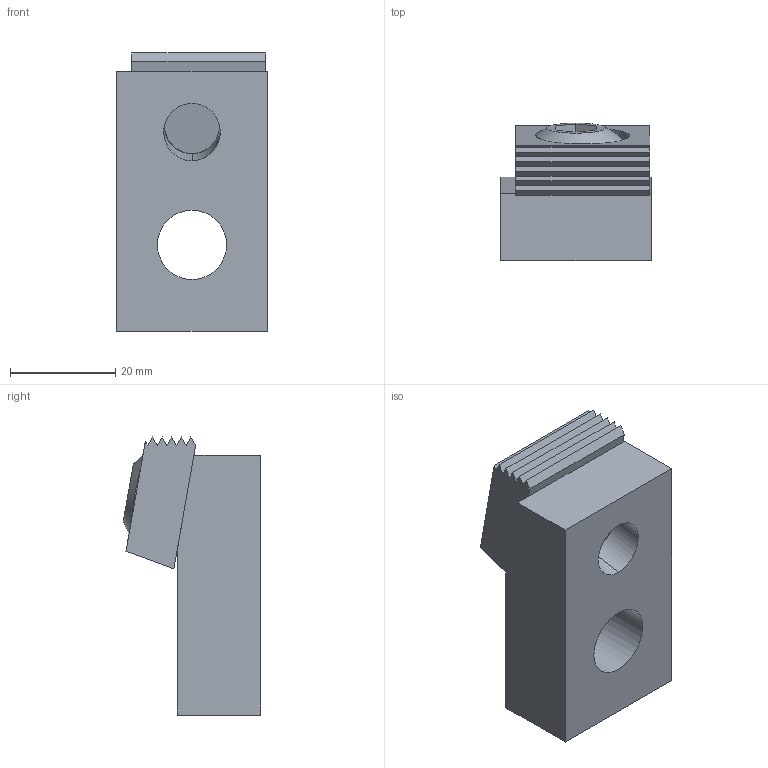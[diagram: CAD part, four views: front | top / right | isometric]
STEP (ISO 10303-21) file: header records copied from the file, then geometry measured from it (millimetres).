
FILE_DESCRIPTION (( 'STEP AP214' ), '1' );
FILE_NAME ('54000.STEP', '2018-04-11T17:37:55', ( 'Mike W' ), ( '' ), 'SwSTEP 2.0', 'SolidWorks 2017', '' );
FILE_SCHEMA (( 'AUTOMOTIVE_DESIGN' ));
Length unit declared in the file: inch
Products named in the file (4): SW3dPS-54014_1000; SW3dPS-54014_10373; SW3dPS-54014_24128; 54000
Assembly tree (3 placements, depth 2):
  54000
    SW3dPS-54014_24128
    SW3dPS-54014_10373
    SW3dPS-54014_1000
Bounding box: 28.57 x 26.11 x 52.78 mm (x, y, z)
Volume: 23455.8 mm3; surface area: 9728.3 mm2
Topology: 3 solids, 3 shells, 59 faces, 139 edges, 89 vertices
Faces by surface type: plane 40, cylinder 14, cone 4, bspline 1
Entity records: 2796 total; most frequent: CARTESIAN_POINT 485, DIRECTION 291, ORIENTED_EDGE 274, EDGE_CURVE 137, VECTOR 99, LINE 99, AXIS2_PLACEMENT_3D 96, VERTEX_POINT 89
